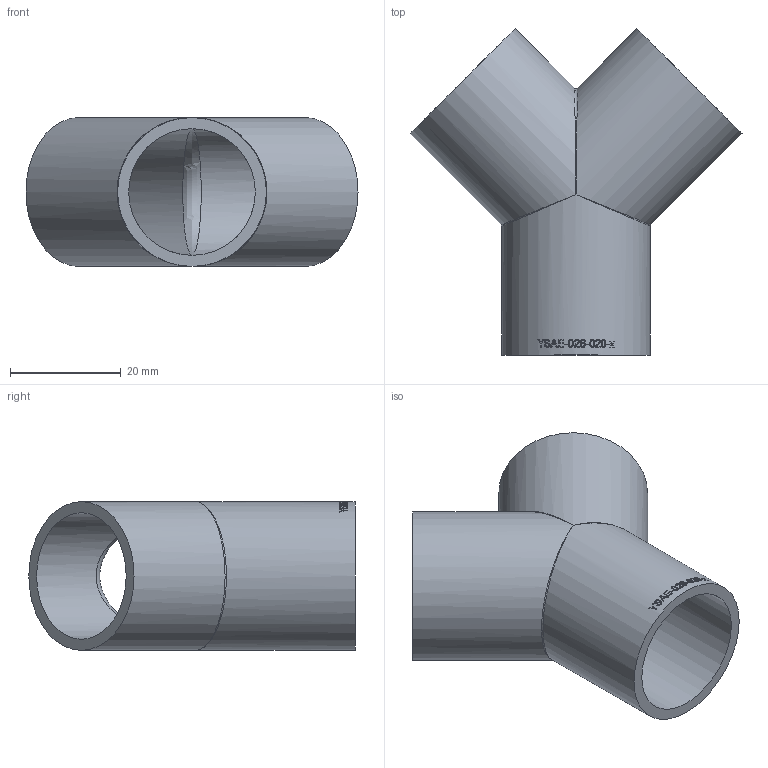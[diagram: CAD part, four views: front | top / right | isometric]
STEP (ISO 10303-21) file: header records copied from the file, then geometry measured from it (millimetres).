
FILE_DESCRIPTION (( 'STEP AP214' ), '1' );
FILE_NAME ('YSAE-026-020-x Y-Stück 2005.STEP', '2020-05-26T13:32:19', ( '' ), ( '' ), 'SwSTEP 2.0', 'SolidWorks 2019', '' );
FILE_SCHEMA (( 'AUTOMOTIVE_DESIGN' ));
Length unit declared in the file: millimetre
Products named in the file (1): YSAE-026-020-x Y-Stück 2005
Bounding box: 60.03 x 59.02 x 26.9 mm (x, y, z)
Volume: 11317.3 mm3; surface area: 11782.6 mm2
Topology: 1 solids, 1 shells, 187 faces, 502 edges, 322 vertices
Faces by surface type: bspline 111, plane 49, cylinder 27
Full cylindrical faces by diameter (mm): 22.9 x3, 26.9 x3
Entity records: 16158 total; most frequent: CARTESIAN_POINT 10784, ORIENTED_EDGE 942, EDGE_CURVE 471, DIRECTION 344, B_SPLINE_CURVE_WITH_KNOTS 331, VERTEX_POINT 312, EDGE_LOOP 213, FACE_OUTER_BOUND 191
